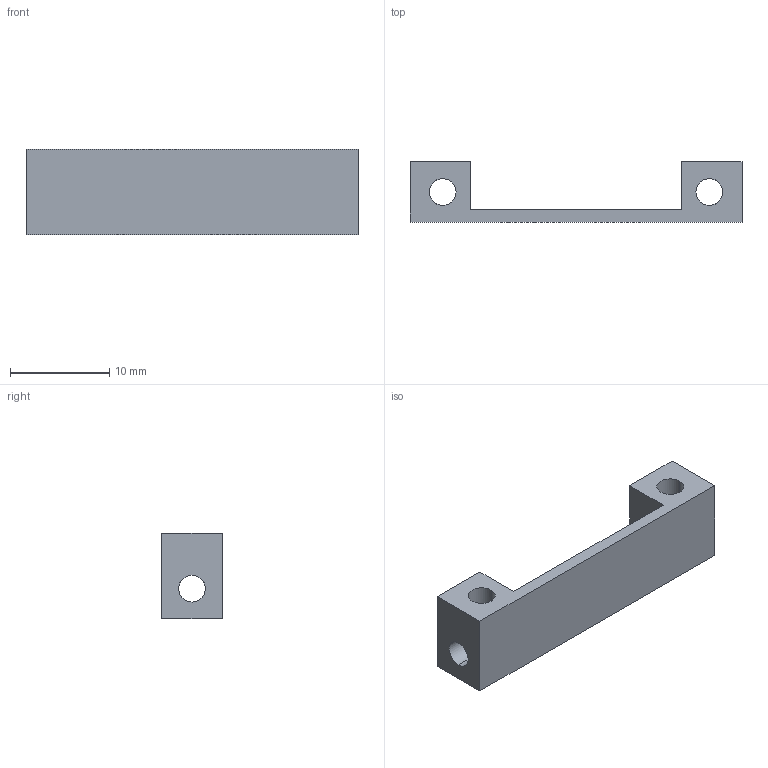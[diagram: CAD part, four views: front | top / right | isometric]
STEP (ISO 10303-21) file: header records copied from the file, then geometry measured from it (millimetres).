
FILE_DESCRIPTION (( 'STEP AP203' ), '1' );
FILE_NAME ('585492.STEP', '2014-07-15T14:23:29', ( 'Kyle' ), ( 'Microsoft' ), 'SwSTEP 2.0', 'SolidWorks 2014', '' );
FILE_SCHEMA (( 'CONFIG_CONTROL_DESIGN' ));
Length unit declared in the file: inch
Products named in the file (1): 585492
Bounding box: 33.53 x 6.08 x 8.63 mm (x, y, z)
Volume: 728.1 mm3; surface area: 1114 mm2
Topology: 1 solids, 1 shells, 26 faces, 72 edges, 44 vertices
Faces by surface type: cylinder 16, plane 10
Entity records: 919 total; most frequent: CARTESIAN_POINT 191, ORIENTED_EDGE 144, DIRECTION 126, EDGE_CURVE 72, VERTEX_POINT 44, AXIS2_PLACEMENT_3D 43, LINE 40, VECTOR 40
